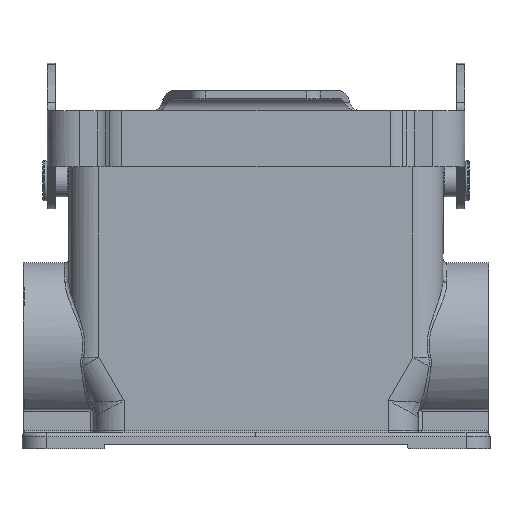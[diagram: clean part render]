
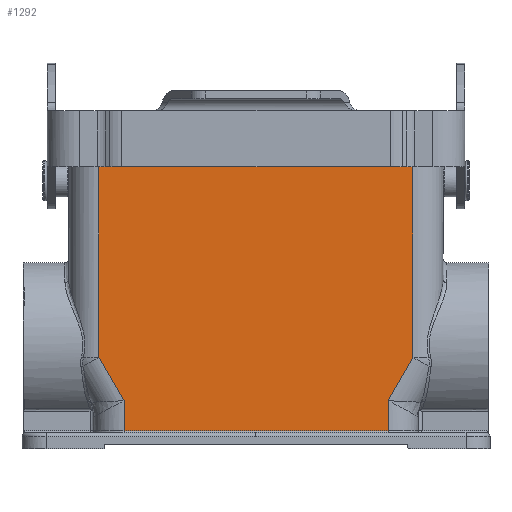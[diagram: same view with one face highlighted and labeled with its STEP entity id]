
A CAD part, front view. The second image highlights one B-rep face of the part: STEP entity #1292.
In plain terms, the highlighted planar face has unit normal (0, -1, 0).
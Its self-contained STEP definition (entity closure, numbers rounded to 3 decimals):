
#863=FACE_OUTER_BOUND('',#2138,.T.);
#1292=ADVANCED_FACE('',(#863),#1622,.T.);
#1622=PLANE('',#8419);
#2138=EDGE_LOOP('',(#4453,#4454,#4455,#4456,#4457,#4458,#4459,#4460,#4461,
#4462,#4463,#4464,#4465));
#2473=LINE('',#10949,#2979);
#2475=LINE('',#10956,#2981);
#2704=LINE('',#14348,#3210);
#2705=LINE('',#14414,#3211);
#2707=LINE('',#14544,#3213);
#2708=LINE('',#14546,#3214);
#2709=LINE('',#14548,#3215);
#2710=LINE('',#14550,#3216);
#2711=LINE('',#14552,#3217);
#2712=LINE('',#14554,#3218);
#2713=LINE('',#14555,#3219);
#2714=LINE('',#14557,#3220);
#2715=LINE('',#14559,#3221);
#2979=VECTOR('',#8858,1.);
#2981=VECTOR('',#8864,1.);
#3210=VECTOR('',#9809,1.);
#3211=VECTOR('',#9812,1.);
#3213=VECTOR('',#9818,1.);
#3214=VECTOR('',#9821,1.);
#3215=VECTOR('',#9822,1.);
#3216=VECTOR('',#9823,1.);
#3217=VECTOR('',#9824,1.);
#3218=VECTOR('',#9825,1.);
#3219=VECTOR('',#9826,1.);
#3220=VECTOR('',#9827,1.);
#3221=VECTOR('',#9828,1.);
#4453=ORIENTED_EDGE('',*,*,#7073,.T.);
#4454=ORIENTED_EDGE('',*,*,#7072,.T.);
#4455=ORIENTED_EDGE('',*,*,#7064,.T.);
#4456=ORIENTED_EDGE('',*,*,#7059,.T.);
#4457=ORIENTED_EDGE('',*,*,#6516,.T.);
#4458=ORIENTED_EDGE('',*,*,#7074,.F.);
#4459=ORIENTED_EDGE('',*,*,#7075,.T.);
#4460=ORIENTED_EDGE('',*,*,#7076,.F.);
#4461=ORIENTED_EDGE('',*,*,#7077,.F.);
#4462=ORIENTED_EDGE('',*,*,#6513,.T.);
#4463=ORIENTED_EDGE('',*,*,#7078,.T.);
#4464=ORIENTED_EDGE('',*,*,#7079,.T.);
#4465=ORIENTED_EDGE('',*,*,#7080,.T.);
#5768=VERTEX_POINT('',#10936);
#5774=VERTEX_POINT('',#10948);
#5777=VERTEX_POINT('',#10955);
#5778=VERTEX_POINT('',#10957);
#6141=VERTEX_POINT('',#14349);
#6144=VERTEX_POINT('',#14415);
#6148=VERTEX_POINT('',#14541);
#6150=VERTEX_POINT('',#14547);
#6151=VERTEX_POINT('',#14549);
#6152=VERTEX_POINT('',#14551);
#6153=VERTEX_POINT('',#14553);
#6154=VERTEX_POINT('',#14556);
#6155=VERTEX_POINT('',#14558);
#6513=EDGE_CURVE('',#5768,#5774,#2473,.T.);
#6516=EDGE_CURVE('',#5778,#5777,#2475,.T.);
#7059=EDGE_CURVE('',#6141,#5778,#2704,.T.);
#7064=EDGE_CURVE('',#6144,#6141,#2705,.T.);
#7072=EDGE_CURVE('',#6148,#6144,#2707,.T.);
#7073=EDGE_CURVE('',#6150,#6148,#2708,.T.);
#7074=EDGE_CURVE('',#6151,#5777,#2709,.T.);
#7075=EDGE_CURVE('',#6151,#6152,#2710,.T.);
#7076=EDGE_CURVE('',#6153,#6152,#2711,.T.);
#7077=EDGE_CURVE('',#5768,#6153,#2712,.T.);
#7078=EDGE_CURVE('',#5774,#6154,#2713,.T.);
#7079=EDGE_CURVE('',#6154,#6155,#2714,.T.);
#7080=EDGE_CURVE('',#6155,#6150,#2715,.T.);
#8419=AXIS2_PLACEMENT_3D('',#14560,#9829,#9830);
#8858=DIRECTION('',(-1.,0.,0.));
#8864=DIRECTION('',(-1.,0.,0.));
#9809=DIRECTION('',(0.,0.,1.));
#9812=DIRECTION('',(0.5,0.,0.866));
#9818=DIRECTION('',(0.,0.,1.));
#9821=DIRECTION('',(1.,0.,0.));
#9822=DIRECTION('',(0.,0.,-1.));
#9823=DIRECTION('',(-1.,0.,0.));
#9824=DIRECTION('',(1.,0.,0.));
#9825=DIRECTION('',(0.,0.,1.));
#9826=DIRECTION('',(0.,0.,-1.));
#9827=DIRECTION('',(0.5,0.,-0.866));
#9828=DIRECTION('',(0.,0.,-1.));
#9829=DIRECTION('',(0.,-1.,0.));
#9830=DIRECTION('',(0.,0.,1.));
#10936=CARTESIAN_POINT('',(-39.05,-21.5,74.));
#10948=CARTESIAN_POINT('',(-39.25,-21.5,74.));
#10949=CARTESIAN_POINT('',(39.25,-21.5,74.));
#10955=CARTESIAN_POINT('',(39.05,-21.5,74.));
#10956=CARTESIAN_POINT('',(39.25,-21.5,74.));
#10957=CARTESIAN_POINT('',(39.25,-21.5,74.));
#14348=CARTESIAN_POINT('',(39.25,-21.5,25.835));
#14349=CARTESIAN_POINT('',(39.25,-21.5,25.835));
#14414=CARTESIAN_POINT('',(33.,-21.5,15.01));
#14415=CARTESIAN_POINT('',(33.,-21.5,15.01));
#14541=CARTESIAN_POINT('',(33.,-21.5,7.5));
#14544=CARTESIAN_POINT('',(33.,-21.5,7.5));
#14546=CARTESIAN_POINT('',(-33.,-21.5,7.5));
#14547=CARTESIAN_POINT('',(-33.,-21.5,7.5));
#14548=CARTESIAN_POINT('',(39.05,-21.5,77.6));
#14549=CARTESIAN_POINT('',(39.05,-21.5,77.6));
#14550=CARTESIAN_POINT('',(39.05,-21.5,77.6));
#14551=CARTESIAN_POINT('',(0.,-21.5,77.6));
#14552=CARTESIAN_POINT('',(-39.05,-21.5,77.6));
#14553=CARTESIAN_POINT('',(-39.05,-21.5,77.6));
#14554=CARTESIAN_POINT('',(-39.05,-21.5,74.));
#14555=CARTESIAN_POINT('',(-39.25,-21.5,74.));
#14556=CARTESIAN_POINT('',(-39.25,-21.5,25.835));
#14557=CARTESIAN_POINT('',(-39.25,-21.5,25.835));
#14558=CARTESIAN_POINT('',(-33.,-21.5,15.01));
#14559=CARTESIAN_POINT('',(-33.,-21.5,15.01));
#14560=CARTESIAN_POINT('',(40.35,-21.5,5.9));
